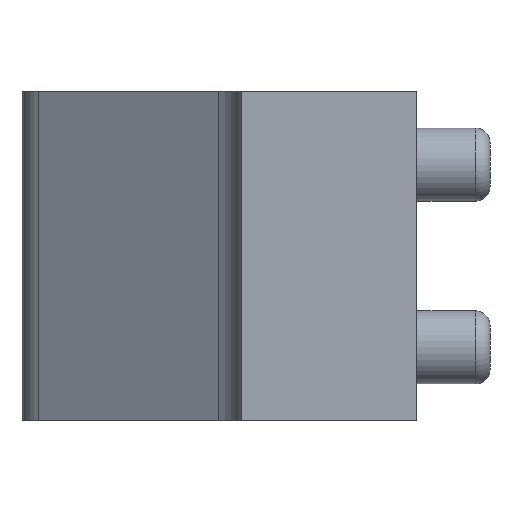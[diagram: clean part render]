
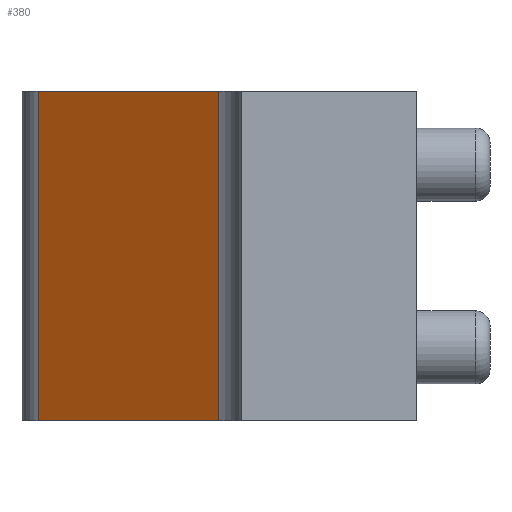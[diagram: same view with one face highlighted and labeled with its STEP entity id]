
A CAD part, left-side view. The second image highlights one B-rep face of the part: STEP entity #380.
In plain terms, the highlighted planar face has unit normal (-0.832, 0.555, 0).
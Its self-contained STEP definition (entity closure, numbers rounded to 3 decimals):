
#25=PLANE('',#432);
#46=FACE_OUTER_BOUND('',#68,.T.);
#68=EDGE_LOOP('',(#312,#313,#314,#315));
#90=LINE('',#614,#126);
#100=LINE('',#636,#136);
#101=LINE('',#639,#137);
#102=LINE('',#640,#138);
#126=VECTOR('',#503,10.);
#136=VECTOR('',#521,10.);
#137=VECTOR('',#524,10.);
#138=VECTOR('',#525,10.);
#187=VERTEX_POINT('',#611);
#188=VERTEX_POINT('',#613);
#196=VERTEX_POINT('',#634);
#197=VERTEX_POINT('',#638);
#228=EDGE_CURVE('',#187,#188,#90,.T.);
#240=EDGE_CURVE('',#187,#196,#100,.T.);
#241=EDGE_CURVE('',#197,#196,#101,.T.);
#242=EDGE_CURVE('',#188,#197,#102,.T.);
#312=ORIENTED_EDGE('',*,*,#240,.T.);
#313=ORIENTED_EDGE('',*,*,#241,.F.);
#314=ORIENTED_EDGE('',*,*,#242,.F.);
#315=ORIENTED_EDGE('',*,*,#228,.F.);
#380=ADVANCED_FACE('',(#46),#25,.T.);
#432=AXIS2_PLACEMENT_3D('',#637,#522,#523);
#503=DIRECTION('',(0.555,0.832,0.));
#521=DIRECTION('',(0.,0.,1.));
#522=DIRECTION('center_axis',(-0.832,0.555,0.));
#523=DIRECTION('ref_axis',(-0.555,-0.832,0.));
#524=DIRECTION('',(-0.555,-0.832,0.));
#525=DIRECTION('',(0.,0.,1.));
#611=CARTESIAN_POINT('',(3.008,2.712,-2.25));
#613=CARTESIAN_POINT('',(4.652,5.177,-2.25));
#614=CARTESIAN_POINT('',(3.008,2.712,-2.25));
#634=CARTESIAN_POINT('',(3.008,2.712,2.25));
#636=CARTESIAN_POINT('',(3.008,2.712,0.));
#637=CARTESIAN_POINT('Origin',(4.652,5.177,0.));
#638=CARTESIAN_POINT('',(4.652,5.177,2.25));
#639=CARTESIAN_POINT('',(3.008,2.712,2.25));
#640=CARTESIAN_POINT('',(4.652,5.177,0.));
